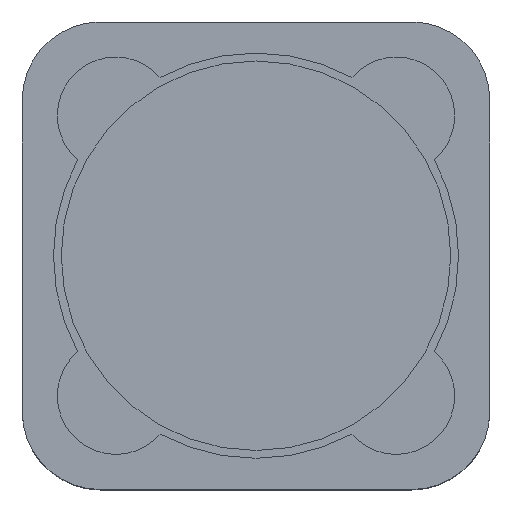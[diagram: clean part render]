
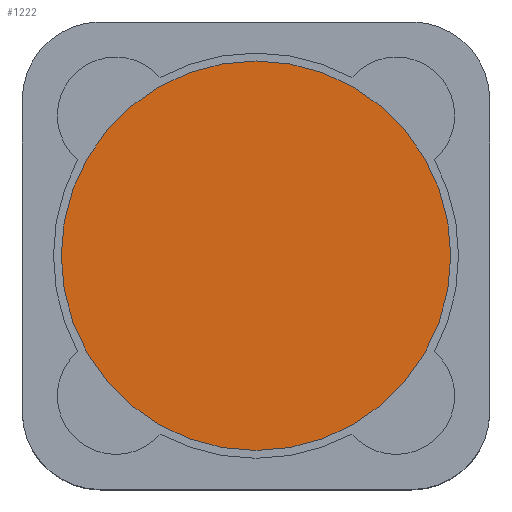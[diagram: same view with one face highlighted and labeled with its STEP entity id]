
A CAD part, top view. The second image highlights one B-rep face of the part: STEP entity #1222.
In plain terms, the highlighted planar face has unit normal (0, 0, 1).
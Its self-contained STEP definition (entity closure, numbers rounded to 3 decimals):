
#271 = CARTESIAN_POINT ( 'NONE',  ( 5.208, 0., 8.162 ) ) ;
#316 = AXIS2_PLACEMENT_3D ( 'NONE', #2800, #1137, #895 ) ;
#428 = AXIS2_PLACEMENT_3D ( 'NONE', #469, #2634, #1209 ) ;
#445 = CIRCLE ( 'NONE', #1961, 5.208 ) ;
#469 = CARTESIAN_POINT ( 'NONE',  ( 0., 0., 8.162 ) ) ;
#725 = VERTEX_POINT ( 'NONE', #2550 ) ;
#895 = DIRECTION ( 'NONE',  ( 1., 0., 0. ) ) ;
#998 = ORIENTED_EDGE ( 'NONE', *, *, #1350, .T. ) ;
#1137 = DIRECTION ( 'NONE',  ( 0., 0., 1. ) ) ;
#1174 = PLANE ( 'NONE',  #316 ) ;
#1209 = DIRECTION ( 'NONE',  ( 1., 0., 0. ) ) ;
#1222 = ADVANCED_FACE ( 'NONE', ( #2362 ), #1174, .T. ) ;
#1350 = EDGE_CURVE ( 'NONE', #725, #2188, #1602, .T. ) ;
#1499 = ORIENTED_EDGE ( 'NONE', *, *, #1910, .T. ) ;
#1602 = CIRCLE ( 'NONE', #428, 5.208 ) ;
#1673 = DIRECTION ( 'NONE',  ( 0., 0., 1. ) ) ;
#1883 = CARTESIAN_POINT ( 'NONE',  ( 0., 0., 8.162 ) ) ;
#1910 = EDGE_CURVE ( 'NONE', #2188, #725, #445, .T. ) ;
#1961 = AXIS2_PLACEMENT_3D ( 'NONE', #1883, #1673, #2375 ) ;
#2178 = EDGE_LOOP ( 'NONE', ( #1499, #998 ) ) ;
#2188 = VERTEX_POINT ( 'NONE', #271 ) ;
#2362 = FACE_OUTER_BOUND ( 'NONE', #2178, .T. ) ;
#2375 = DIRECTION ( 'NONE',  ( 1., 0., 0. ) ) ;
#2550 = CARTESIAN_POINT ( 'NONE',  ( -5.208, 0., 8.162 ) ) ;
#2634 = DIRECTION ( 'NONE',  ( 0., 0., 1. ) ) ;
#2800 = CARTESIAN_POINT ( 'NONE',  ( 0., 0., 8.162 ) ) ;
